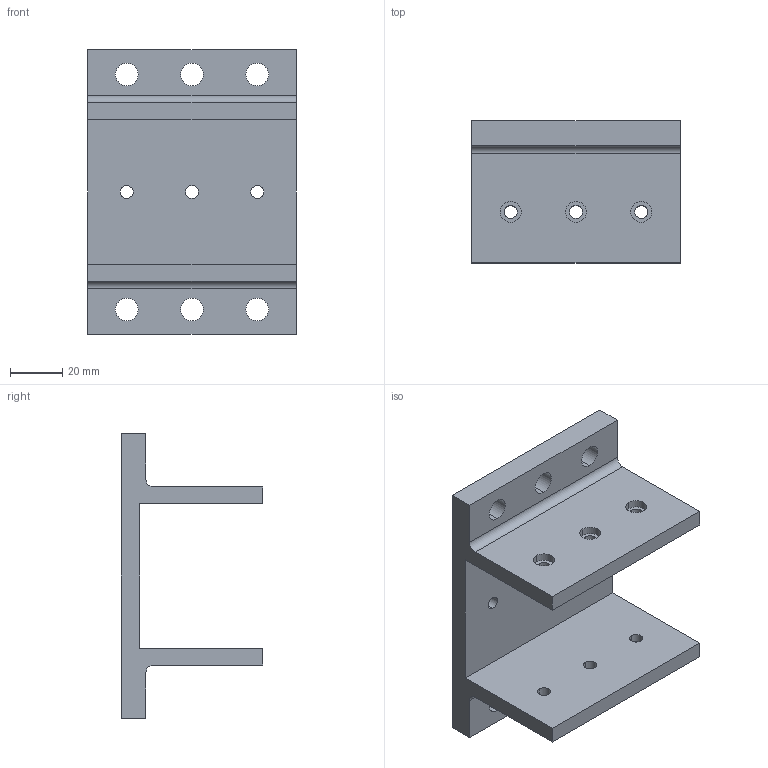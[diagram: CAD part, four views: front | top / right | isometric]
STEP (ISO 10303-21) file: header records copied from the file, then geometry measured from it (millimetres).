
FILE_DESCRIPTION(('STEP AP214'),'1');
FILE_NAME('cctmp_7CEF9A50-B611-47A4-BC84-AF75114B789D_2022_07_28_15_37_09_0656_18648..stp','2022-07-28T13:37:09',('Bosch Rexroth AG'),('CADClick - www.CADClick.com'),'Spatial InterOp 3D',' ','unknown authorization - (Healing Option Enabled)');
FILE_SCHEMA(('AUTOMOTIVE_DESIGN'));
Length unit declared in the file: millimetre
Products named in the file (1): 2022_07_28_15_37_09_0656
Bounding box: 80 x 54.3 x 109 mm (x, y, z)
Volume: 112999.7 mm3; surface area: 38117 mm2
Topology: 1 solids, 1 shells, 73 faces, 186 edges, 124 vertices
Faces by surface type: cylinder 50, plane 23
Entity records: 2928 total; most frequent: DIRECTION 434, CARTESIAN_POINT 384, ORIENTED_EDGE 372, EDGE_CURVE 186, AXIS2_PLACEMENT_3D 174, VERTEX_POINT 124, EDGE_LOOP 112, CIRCLE 100
